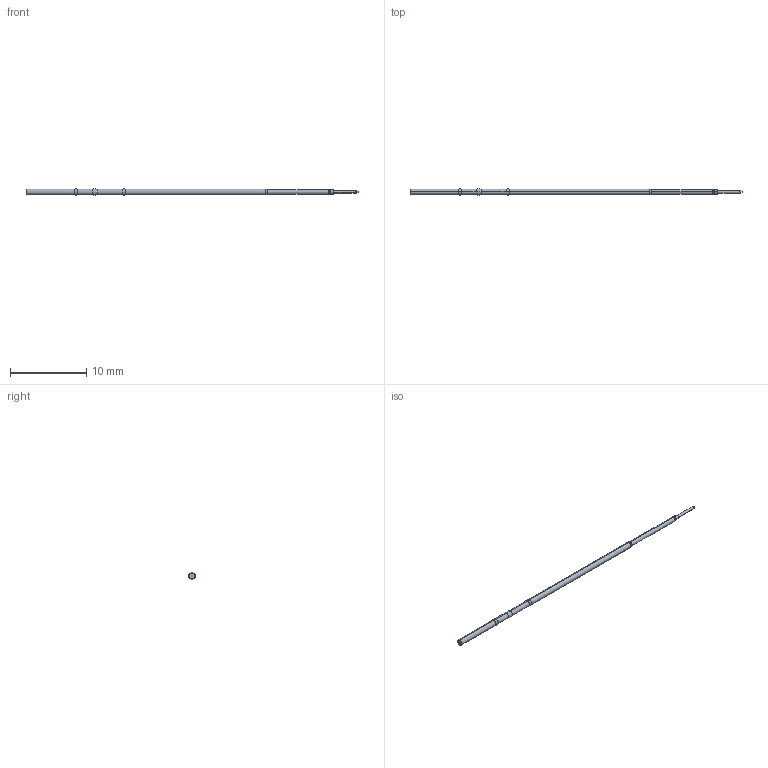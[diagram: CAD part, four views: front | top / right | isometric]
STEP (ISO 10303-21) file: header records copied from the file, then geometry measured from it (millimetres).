
FILE_DESCRIPTION (( 'STEP AP214' ), '1' );
FILE_NAME ('039SDC255DS3.STEP', '2016-04-28T18:38:42', ( 'spare' ), ( '' ), 'SwSTEP 2.0', 'SolidWorks 2016', '' );
FILE_SCHEMA (( 'AUTOMOTIVE_DESIGN' ));
Length unit declared in the file: inch
Products named in the file (1): 039SDC255DS3
Bounding box: 43.46 x 0.84 x 0.84 mm (x, y, z)
Volume: 17.6 mm3; surface area: 97.6 mm2
Topology: 1 solids, 1 shells, 46 faces, 93 edges, 51 vertices
Faces by surface type: cylinder 19, torus 14, plane 7, cone 6
Entity records: 1828 total; most frequent: DIRECTION 239, CARTESIAN_POINT 206, ORIENTED_EDGE 186, AXIS2_PLACEMENT_3D 104, EDGE_CURVE 93, CIRCLE 57, VERTEX_POINT 51, DIMENSIONAL_EXPONENTS 49
